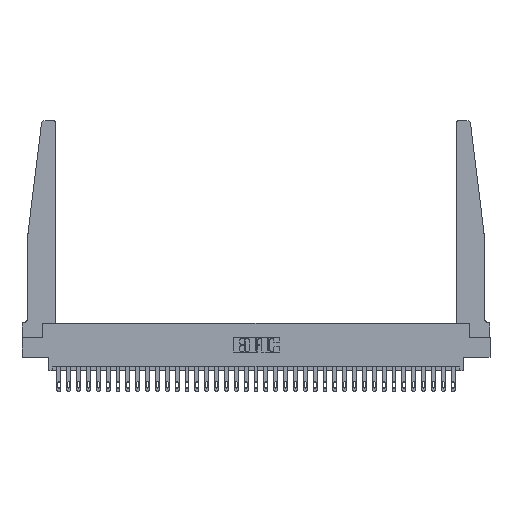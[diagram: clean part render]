
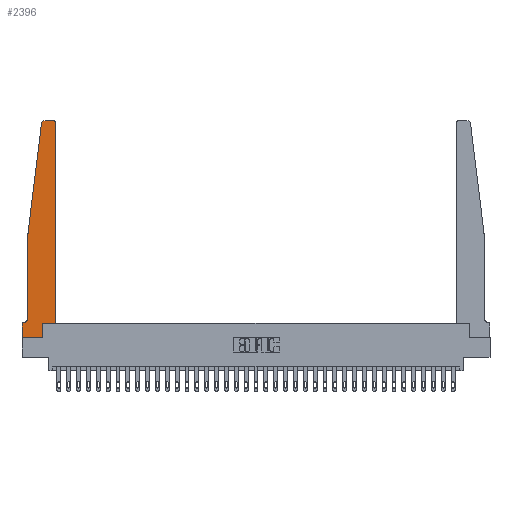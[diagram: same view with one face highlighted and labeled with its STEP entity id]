
A CAD part, top view. The second image highlights one B-rep face of the part: STEP entity #2396.
In plain terms, the highlighted planar face has unit normal (0, 0, 1).
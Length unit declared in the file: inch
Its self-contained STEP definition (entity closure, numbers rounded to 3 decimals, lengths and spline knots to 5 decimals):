
#94 = VERTEX_POINT ( 'NONE', #30611 ) ;
#736 = CARTESIAN_POINT ( 'NONE',  ( 0.27653, 2.72, 0.37 ) ) ;
#814 = VERTEX_POINT ( 'NONE', #31210 ) ;
#981 = LINE ( 'NONE', #28340, #30651 ) ;
#1039 = CARTESIAN_POINT ( 'NONE',  ( 0.015, 0.2375, 0.37 ) ) ;
#1627 = ORIENTED_EDGE ( 'NONE', *, *, #20231, .T. ) ;
#2163 = CARTESIAN_POINT ( 'NONE',  ( 0.2605, 0.18, 0.37 ) ) ;
#2173 = CARTESIAN_POINT ( 'NONE',  ( 0.425, 2.72, 0.37 ) ) ;
#2290 = VERTEX_POINT ( 'NONE', #2163 ) ;
#2396 = ADVANCED_FACE ( 'NONE', ( #25367 ), #10894, .T. ) ;
#2538 = CIRCLE ( 'NONE', #18626, 0.03 ) ;
#2543 = LINE ( 'NONE', #17670, #5230 ) ;
#2802 = ORIENTED_EDGE ( 'NONE', *, *, #17125, .T. ) ;
#3266 = CARTESIAN_POINT ( 'NONE',  ( 0., 0.1875, 0.37 ) ) ;
#3566 = CARTESIAN_POINT ( 'NONE',  ( 0.24675, 2.72367, 0.37 ) ) ;
#4299 = VECTOR ( 'NONE', #12052, 39.37008 ) ;
#4472 = EDGE_CURVE ( 'NONE', #94, #19455, #22862, .T. ) ;
#4512 = VECTOR ( 'NONE', #29377, 39.37008 ) ;
#4785 = CIRCLE ( 'NONE', #27137, 0.05 ) ;
#5210 = CARTESIAN_POINT ( 'NONE',  ( 0., 0.1875, 0.37 ) ) ;
#5230 = VECTOR ( 'NONE', #7600, 39.37008 ) ;
#5330 = EDGE_CURVE ( 'NONE', #26555, #20444, #26130, .T. ) ;
#6240 = ORIENTED_EDGE ( 'NONE', *, *, #29214, .T. ) ;
#7470 = LINE ( 'NONE', #24868, #18403 ) ;
#7600 = DIRECTION ( 'NONE',  ( -1., 0., 0. ) ) ;
#7665 = DIRECTION ( 'NONE',  ( 0., 1., 0. ) ) ;
#8060 = DIRECTION ( 'NONE',  ( 0., 0., -1. ) ) ;
#8222 = DIRECTION ( 'NONE',  ( -1., 0., 0. ) ) ;
#8283 = DIRECTION ( 'NONE',  ( 0., 0., 1. ) ) ;
#8291 = DIRECTION ( 'NONE',  ( 1., 0., 0. ) ) ;
#8682 = CARTESIAN_POINT ( 'NONE',  ( 0.2605, 0., 0.37 ) ) ;
#8801 = DIRECTION ( 'NONE',  ( 0., 1., 0. ) ) ;
#9232 = CARTESIAN_POINT ( 'NONE',  ( 0., 0., 0.37 ) ) ;
#9679 = LINE ( 'NONE', #19418, #4512 ) ;
#10188 = EDGE_CURVE ( 'NONE', #20444, #2290, #981, .T. ) ;
#10755 = CARTESIAN_POINT ( 'NONE',  ( 0.425, 0.18, 0.37 ) ) ;
#10865 = EDGE_CURVE ( 'NONE', #814, #29347, #2543, .T. ) ;
#10894 = PLANE ( 'NONE',  #15758 ) ;
#11454 = AXIS2_PLACEMENT_3D ( 'NONE', #13470, #8283, #30741 ) ;
#11650 = VECTOR ( 'NONE', #19137, 39.37008 ) ;
#11831 = LINE ( 'NONE', #9232, #11650 ) ;
#12052 = DIRECTION ( 'NONE',  ( -0.122, -0.992, 0. ) ) ;
#12085 = ORIENTED_EDGE ( 'NONE', *, *, #30524, .T. ) ;
#12299 = VERTEX_POINT ( 'NONE', #24012 ) ;
#12531 = LINE ( 'NONE', #22457, #4299 ) ;
#13470 = CARTESIAN_POINT ( 'NONE',  ( 0.395, 2.72, 0.37 ) ) ;
#13538 = ORIENTED_EDGE ( 'NONE', *, *, #10188, .T. ) ;
#13709 = VERTEX_POINT ( 'NONE', #3566 ) ;
#14568 = VERTEX_POINT ( 'NONE', #23784 ) ;
#15539 = EDGE_CURVE ( 'NONE', #2290, #31605, #7470, .T. ) ;
#15606 = ORIENTED_EDGE ( 'NONE', *, *, #31552, .T. ) ;
#15758 = AXIS2_PLACEMENT_3D ( 'NONE', #5210, #29953, #8291 ) ;
#16297 = VERTEX_POINT ( 'NONE', #2173 ) ;
#17125 = EDGE_CURVE ( 'NONE', #19455, #26555, #11831, .T. ) ;
#17544 = VECTOR ( 'NONE', #7665, 39.37008 ) ;
#17670 = CARTESIAN_POINT ( 'NONE',  ( 0.25, 2.75, 0.37 ) ) ;
#18017 = ORIENTED_EDGE ( 'NONE', *, *, #5330, .T. ) ;
#18403 = VECTOR ( 'NONE', #30407, 39.37008 ) ;
#18449 = DIRECTION ( 'NONE',  ( -1., 0., 0. ) ) ;
#18626 = AXIS2_PLACEMENT_3D ( 'NONE', #736, #30530, #23512 ) ;
#18703 = CIRCLE ( 'NONE', #11454, 0.03 ) ;
#19137 = DIRECTION ( 'NONE',  ( 0., -1., 0. ) ) ;
#19418 = CARTESIAN_POINT ( 'NONE',  ( 0.065, 1.25, 0.37 ) ) ;
#19455 = VERTEX_POINT ( 'NONE', #3266 ) ;
#20096 = ORIENTED_EDGE ( 'NONE', *, *, #15539, .T. ) ;
#20231 = EDGE_CURVE ( 'NONE', #12299, #14568, #9679, .T. ) ;
#20444 = VERTEX_POINT ( 'NONE', #8682 ) ;
#20651 = CARTESIAN_POINT ( 'NONE',  ( 0.27653, 2.75, 0.37 ) ) ;
#20661 = LINE ( 'NONE', #10755, #17544 ) ;
#20740 = CARTESIAN_POINT ( 'NONE',  ( 0.425, 0.18, 0.37 ) ) ;
#21599 = CARTESIAN_POINT ( 'NONE',  ( 0., 0., 0.37 ) ) ;
#22457 = CARTESIAN_POINT ( 'NONE',  ( 0.065, 1.25, 0.37 ) ) ;
#22703 = CARTESIAN_POINT ( 'NONE',  ( 0.065, 0.1875, 0.37 ) ) ;
#22862 = LINE ( 'NONE', #22703, #29867 ) ;
#23267 = ORIENTED_EDGE ( 'NONE', *, *, #4472, .T. ) ;
#23512 = DIRECTION ( 'NONE',  ( 1., 0., 0. ) ) ;
#23784 = CARTESIAN_POINT ( 'NONE',  ( 0.065, 0.2375, 0.37 ) ) ;
#24012 = CARTESIAN_POINT ( 'NONE',  ( 0.065, 1.25, 0.37 ) ) ;
#24868 = CARTESIAN_POINT ( 'NONE',  ( 0.425, 0.18, 0.37 ) ) ;
#25367 = FACE_OUTER_BOUND ( 'NONE', #26766, .T. ) ;
#25868 = ORIENTED_EDGE ( 'NONE', *, *, #28654, .T. ) ;
#26130 = LINE ( 'NONE', #31349, #27306 ) ;
#26413 = EDGE_CURVE ( 'NONE', #16297, #814, #18703, .T. ) ;
#26555 = VERTEX_POINT ( 'NONE', #21599 ) ;
#26766 = EDGE_LOOP ( 'NONE', ( #29482, #15606, #6240, #1627, #25868, #23267, #2802, #18017, #13538, #20096, #12085, #29914 ) ) ;
#27137 = AXIS2_PLACEMENT_3D ( 'NONE', #1039, #8060, #18449 ) ;
#27306 = VECTOR ( 'NONE', #31667, 39.37008 ) ;
#28340 = CARTESIAN_POINT ( 'NONE',  ( 0.2605, 0.18, 0.37 ) ) ;
#28654 = EDGE_CURVE ( 'NONE', #14568, #94, #4785, .T. ) ;
#29214 = EDGE_CURVE ( 'NONE', #13709, #12299, #12531, .T. ) ;
#29347 = VERTEX_POINT ( 'NONE', #20651 ) ;
#29377 = DIRECTION ( 'NONE',  ( 0., -1., 0. ) ) ;
#29482 = ORIENTED_EDGE ( 'NONE', *, *, #10865, .T. ) ;
#29867 = VECTOR ( 'NONE', #8222, 39.37008 ) ;
#29914 = ORIENTED_EDGE ( 'NONE', *, *, #26413, .T. ) ;
#29953 = DIRECTION ( 'NONE',  ( 0., 0., 1. ) ) ;
#30407 = DIRECTION ( 'NONE',  ( 1., 0., 0. ) ) ;
#30524 = EDGE_CURVE ( 'NONE', #31605, #16297, #20661, .T. ) ;
#30530 = DIRECTION ( 'NONE',  ( 0., 0., 1. ) ) ;
#30611 = CARTESIAN_POINT ( 'NONE',  ( 0.015, 0.1875, 0.37 ) ) ;
#30651 = VECTOR ( 'NONE', #8801, 39.37008 ) ;
#30741 = DIRECTION ( 'NONE',  ( 1., 0., 0. ) ) ;
#31210 = CARTESIAN_POINT ( 'NONE',  ( 0.395, 2.75, 0.37 ) ) ;
#31349 = CARTESIAN_POINT ( 'NONE',  ( 0., 0., 0.37 ) ) ;
#31552 = EDGE_CURVE ( 'NONE', #29347, #13709, #2538, .T. ) ;
#31605 = VERTEX_POINT ( 'NONE', #20740 ) ;
#31667 = DIRECTION ( 'NONE',  ( 1., 0., 0. ) ) ;
